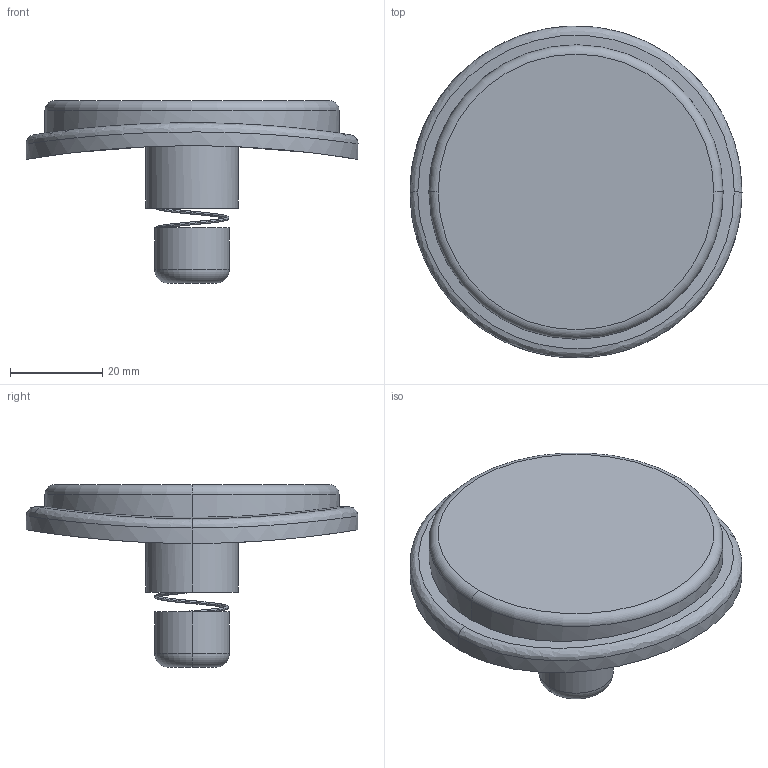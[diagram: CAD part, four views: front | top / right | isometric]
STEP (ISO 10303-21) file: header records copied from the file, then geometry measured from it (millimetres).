
FILE_DESCRIPTION((''),'2;1');
FILE_NAME('EWH-THERMOMETER-A_ASM_ASM','2024-09-17T19:14:17',('hasan'),(''),'CREO PARAMETRIC BY PTC INC, 2024063','CREO PARAMETRIC BY PTC INC, 2024063','');
FILE_SCHEMA(('CONFIG_CONTROL_DESIGN'));
Length unit declared in the file: millimetre
Products named in the file (1): EWH-THERMOMETER-A_ASM_ASM
Bounding box: 72 x 71.94 x 39.55 mm (x, y, z)
Volume: 43696.9 mm3; surface area: 12016.2 mm2
Topology: 1 solids, 1 shells, 23 faces, 43 edges, 26 vertices
Faces by surface type: cylinder 10, bspline 5, plane 4, torus 4
Entity records: 1733 total; most frequent: CARTESIAN_POINT 1273, ORIENTED_EDGE 86, DIRECTION 76, EDGE_CURVE 43, AXIS2_PLACEMENT_3D 34, EDGE_LOOP 27, VERTEX_POINT 26, FACE_OUTER_BOUND 23
